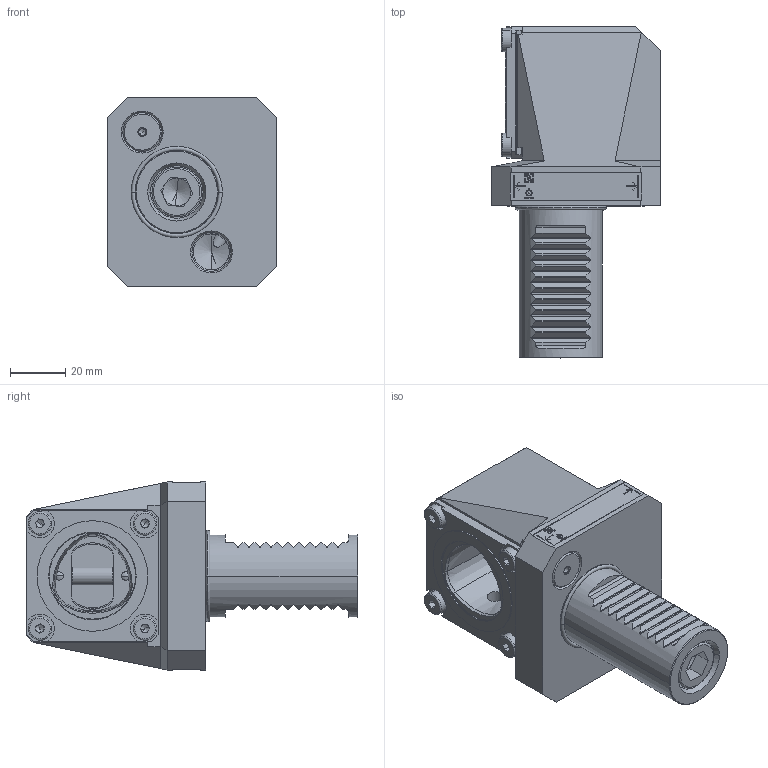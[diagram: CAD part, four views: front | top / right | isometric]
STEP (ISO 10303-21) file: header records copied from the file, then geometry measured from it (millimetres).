
FILE_DESCRIPTION (( 'STEP AP214' ), '1' );
FILE_NAME ('REA.PS4.VD3.041.STEP', '2024-12-11T14:10:44', ( '' ), ( '' ), 'SwSTEP 2.0', 'SolidWorks 2022', '' );
FILE_SCHEMA (( 'AUTOMOTIVE_DESIGN' ));
Length unit declared in the file: millimetre
Products named in the file (23): U40-PS4.023.006_D; U40-PS4.ER1.025_B; U40-PS4.ER1.036_A; U40-PS4.048.006; VD3-ER1.030.058; VD4-ER1.014.010_A; DIN 7984 - M5 x 16; ISO 4762 - M3 x 25-12.9_PreviewCfg; ISO 4026 - M6 x 6; ISO 8734 - 5 x 12_PreviewCfg; DIN 3771 - 37x1.5; DIN 3771 - 30x1.5; U40-PS4.ERx.010_A_Links gewinde; REA-PS4.VD3.041-11_A; REA.PS4.VD3.041; DIN 6325_ø2.5x8_2x6; VD4-ER1.014.010; U40-PS4.ERx.010_A; DIN 3771 - 11x1.5; VD3-ER1.030.058_B; DIN 3771 - 38x1.5; ISO 4762 - M12 x 60; DIN 6325_ø3x10_2x6
Assembly tree (28 placements, depth 3):
  REA.PS4.VD3.041
    REA-PS4.VD3.041-11_A
    U40-PS4.048.006
      U40-PS4.ER1.025_B
      U40-PS4.ERx.010_A
      U40-PS4.ERx.010_A_Links gewinde
      U40-PS4.ER1.036_A
      U40-PS4.023.006_D
      DIN 7984 - M5 x 16  x4
      DIN 6325_ø2.5x8_2x6
      DIN 3771 - 37x1.5
      ISO 4762 - M3 x 25-12.9_PreviewCfg  x2
      DIN 6325_ø3x10_2x6  x2
      DIN 3771 - 38x1.5
    VD4-ER1.014.010
      VD4-ER1.014.010_A
      DIN 3771 - 11x1.5
    VD3-ER1.030.058
      VD3-ER1.030.058_B
      ISO 4762 - M12 x 60
      ISO 8734 - 5 x 12_PreviewCfg
      DIN 3771 - 30x1.5
    ISO 4026 - M6 x 6  x2
Bounding box: 61 x 120 x 68 mm (x, y, z)
Volume: 206818.4 mm3; surface area: 69410.8 mm2
Topology: 25 solids, 25 shells, 931 faces, 2361 edges, 1478 vertices
Faces by surface type: plane 405, cylinder 223, cone 216, torus 73, sphere 12, bspline 2
Entity records: 27971 total; most frequent: CARTESIAN_POINT 6645, ORIENTED_EDGE 4094, DIRECTION 4014, EDGE_CURVE 2047, AXIS2_PLACEMENT_3D 1495, VERTEX_POINT 1314, LINE 1024, VECTOR 1024
